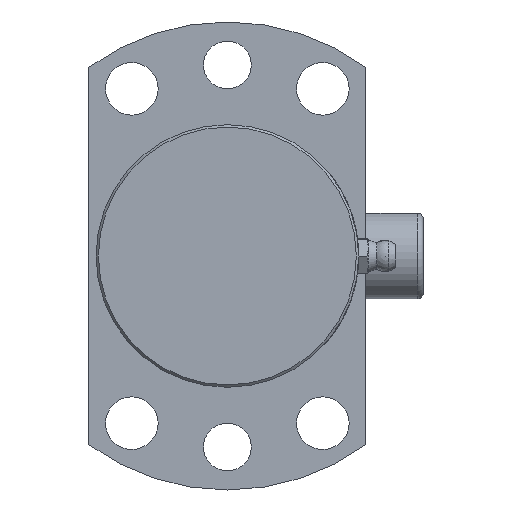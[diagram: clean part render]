
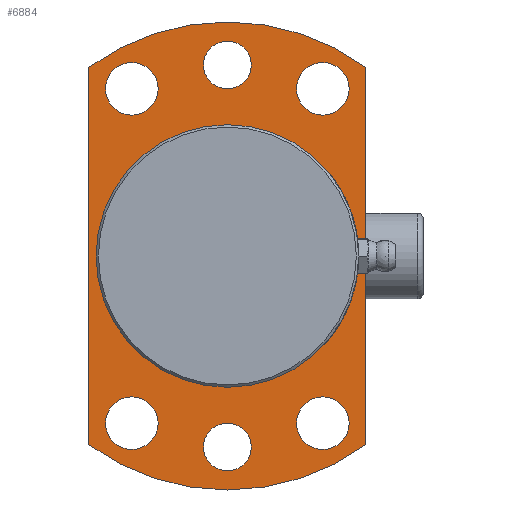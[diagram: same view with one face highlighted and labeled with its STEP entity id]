
A CAD part, front view. The second image highlights one B-rep face of the part: STEP entity #6884.
In plain terms, the highlighted planar face has unit normal (0, -1, 0).
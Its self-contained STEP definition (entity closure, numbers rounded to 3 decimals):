
#233=PLANE('',#7289);
#324=CIRCLE('',#7158,27.5);
#333=CIRCLE('',#7259,5.5);
#335=CIRCLE('',#7262,5.5);
#337=CIRCLE('',#7265,5.);
#339=CIRCLE('',#7268,5.);
#341=CIRCLE('',#7271,5.5);
#343=CIRCLE('',#7274,5.5);
#347=CIRCLE('',#7285,49.);
#349=CIRCLE('',#7288,49.);
#451=FACE_BOUND('',#1237,.T.);
#452=FACE_BOUND('',#1238,.T.);
#453=FACE_BOUND('',#1239,.T.);
#454=FACE_BOUND('',#1240,.T.);
#455=FACE_BOUND('',#1241,.T.);
#456=FACE_BOUND('',#1242,.T.);
#457=FACE_BOUND('',#1243,.T.);
#822=FACE_OUTER_BOUND('',#1236,.T.);
#1236=EDGE_LOOP('',(#5783,#5784,#5785,#5786));
#1237=EDGE_LOOP('',(#5787));
#1238=EDGE_LOOP('',(#5788));
#1239=EDGE_LOOP('',(#5789));
#1240=EDGE_LOOP('',(#5790));
#1241=EDGE_LOOP('',(#5791));
#1242=EDGE_LOOP('',(#5792));
#1243=EDGE_LOOP('',(#5793));
#1758=LINE('',#13503,#2251);
#1766=LINE('',#13519,#2259);
#2251=VECTOR('',#8337,10.);
#2259=VECTOR('',#8347,10.);
#2855=VERTEX_POINT('',#11771);
#3115=VERTEX_POINT('',#13462);
#3117=VERTEX_POINT('',#13468);
#3119=VERTEX_POINT('',#13474);
#3121=VERTEX_POINT('',#13480);
#3123=VERTEX_POINT('',#13486);
#3125=VERTEX_POINT('',#13492);
#3128=VERTEX_POINT('',#13500);
#3129=VERTEX_POINT('',#13502);
#3135=VERTEX_POINT('',#13516);
#3136=VERTEX_POINT('',#13518);
#3616=EDGE_CURVE('',#2855,#2855,#324,.T.);
#4006=EDGE_CURVE('',#3115,#3115,#333,.T.);
#4009=EDGE_CURVE('',#3117,#3117,#335,.T.);
#4012=EDGE_CURVE('',#3119,#3119,#337,.T.);
#4015=EDGE_CURVE('',#3121,#3121,#339,.T.);
#4018=EDGE_CURVE('',#3123,#3123,#341,.T.);
#4021=EDGE_CURVE('',#3125,#3125,#343,.T.);
#4025=EDGE_CURVE('',#3129,#3128,#1758,.T.);
#4033=EDGE_CURVE('',#3136,#3135,#1766,.T.);
#4039=EDGE_CURVE('',#3135,#3129,#347,.T.);
#4041=EDGE_CURVE('',#3128,#3136,#349,.T.);
#5783=ORIENTED_EDGE('',*,*,#4025,.T.);
#5784=ORIENTED_EDGE('',*,*,#4041,.T.);
#5785=ORIENTED_EDGE('',*,*,#4033,.T.);
#5786=ORIENTED_EDGE('',*,*,#4039,.T.);
#5787=ORIENTED_EDGE('',*,*,#4006,.T.);
#5788=ORIENTED_EDGE('',*,*,#4009,.T.);
#5789=ORIENTED_EDGE('',*,*,#4012,.T.);
#5790=ORIENTED_EDGE('',*,*,#4015,.T.);
#5791=ORIENTED_EDGE('',*,*,#4018,.T.);
#5792=ORIENTED_EDGE('',*,*,#4021,.T.);
#5793=ORIENTED_EDGE('',*,*,#3616,.T.);
#6884=ADVANCED_FACE('',(#822,#451,#452,#453,#454,#455,#456,#457),#233,.F.);
#7158=AXIS2_PLACEMENT_3D('',#11773,#7844,#7845);
#7259=AXIS2_PLACEMENT_3D('',#13464,#8295,#8296);
#7262=AXIS2_PLACEMENT_3D('',#13470,#8302,#8303);
#7265=AXIS2_PLACEMENT_3D('',#13476,#8309,#8310);
#7268=AXIS2_PLACEMENT_3D('',#13482,#8316,#8317);
#7271=AXIS2_PLACEMENT_3D('',#13488,#8323,#8324);
#7274=AXIS2_PLACEMENT_3D('',#13494,#8330,#8331);
#7285=AXIS2_PLACEMENT_3D('',#13531,#8366,#8367);
#7288=AXIS2_PLACEMENT_3D('',#13534,#8372,#8373);
#7289=AXIS2_PLACEMENT_3D('',#13535,#8374,#8375);
#7844=DIRECTION('center_axis',(0.,1.,0.));
#7845=DIRECTION('ref_axis',(-1.,0.,0.));
#8295=DIRECTION('center_axis',(0.,1.,0.));
#8296=DIRECTION('ref_axis',(-1.,0.,0.));
#8302=DIRECTION('center_axis',(0.,1.,0.));
#8303=DIRECTION('ref_axis',(-1.,0.,0.));
#8309=DIRECTION('center_axis',(0.,1.,0.));
#8310=DIRECTION('ref_axis',(-1.,0.,0.));
#8316=DIRECTION('center_axis',(0.,1.,0.));
#8317=DIRECTION('ref_axis',(-1.,0.,0.));
#8323=DIRECTION('center_axis',(0.,1.,0.));
#8324=DIRECTION('ref_axis',(-1.,0.,0.));
#8330=DIRECTION('center_axis',(0.,1.,0.));
#8331=DIRECTION('ref_axis',(-1.,0.,0.));
#8337=DIRECTION('',(0.,0.,-1.));
#8347=DIRECTION('',(0.,0.,1.));
#8366=DIRECTION('center_axis',(0.,-1.,0.));
#8367=DIRECTION('ref_axis',(1.,0.,0.));
#8372=DIRECTION('center_axis',(0.,-1.,0.));
#8373=DIRECTION('ref_axis',(1.,0.,0.));
#8374=DIRECTION('center_axis',(0.,1.,0.));
#8375=DIRECTION('ref_axis',(0.,0.,1.));
#11771=CARTESIAN_POINT('',(27.5,0.,0.));
#11773=CARTESIAN_POINT('Origin',(0.,0.,0.));
#13462=CARTESIAN_POINT('',(25.5,0.,-35.));
#13464=CARTESIAN_POINT('Origin',(20.,0.,-35.));
#13468=CARTESIAN_POINT('',(-14.5,0.,35.));
#13470=CARTESIAN_POINT('Origin',(-20.,0.,35.));
#13474=CARTESIAN_POINT('',(5.,0.,40.));
#13476=CARTESIAN_POINT('Origin',(0.,0.,40.));
#13480=CARTESIAN_POINT('',(5.,0.,-40.));
#13482=CARTESIAN_POINT('Origin',(0.,0.,-40.));
#13486=CARTESIAN_POINT('',(-14.5,0.,-35.));
#13488=CARTESIAN_POINT('Origin',(-20.,0.,-35.));
#13492=CARTESIAN_POINT('',(25.5,0.,35.));
#13494=CARTESIAN_POINT('Origin',(20.,0.,35.));
#13500=CARTESIAN_POINT('',(-29.,0.,-39.497));
#13502=CARTESIAN_POINT('',(-29.,0.,39.497));
#13503=CARTESIAN_POINT('',(-29.,0.,-28.995));
#13516=CARTESIAN_POINT('',(29.,0.,39.497));
#13518=CARTESIAN_POINT('',(29.,0.,-39.497));
#13519=CARTESIAN_POINT('',(29.,0.,28.664));
#13531=CARTESIAN_POINT('Origin',(0.,0.,0.));
#13534=CARTESIAN_POINT('Origin',(0.,0.,0.));
#13535=CARTESIAN_POINT('Origin',(0.,0.,0.));
